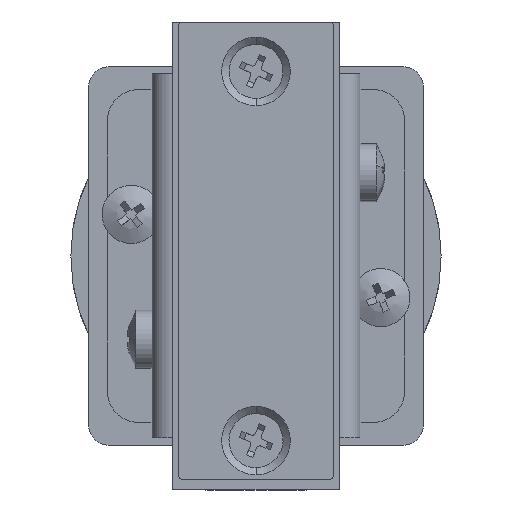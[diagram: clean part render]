
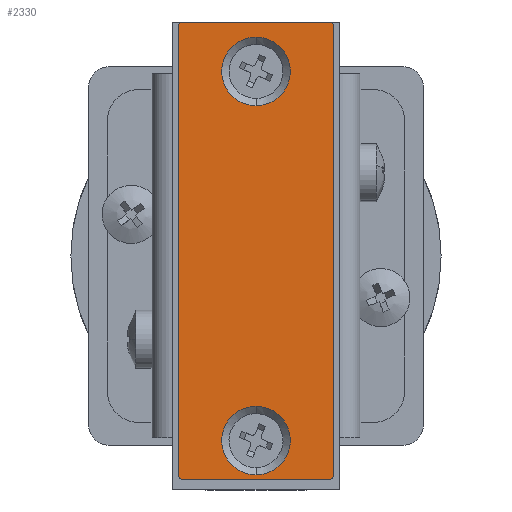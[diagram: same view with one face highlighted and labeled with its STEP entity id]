
A CAD part, front view. The second image highlights one B-rep face of the part: STEP entity #2330.
In plain terms, the highlighted planar face has unit normal (0, -1, 0).
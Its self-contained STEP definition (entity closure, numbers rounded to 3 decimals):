
#90 = EDGE_CURVE ( 'NONE', #6576, #14086, #17838, .T. ) ;
#182 = DIRECTION ( 'NONE',  ( 0., 0., -1. ) ) ;
#246 = VERTEX_POINT ( 'NONE', #9187 ) ;
#427 = CARTESIAN_POINT ( 'NONE',  ( -10.777, -17.577, -21.5 ) ) ;
#604 = VERTEX_POINT ( 'NONE', #6141 ) ;
#994 = EDGE_CURVE ( 'NONE', #2220, #17203, #15812, .T. ) ;
#1040 = DIRECTION ( 'NONE',  ( 0., 1., 0. ) ) ;
#1332 = DIRECTION ( 'NONE',  ( 0., 1., 0. ) ) ;
#1449 = EDGE_LOOP ( 'NONE', ( #3461, #24341 ) ) ;
#1641 = CIRCLE ( 'NONE', #20487, 0.5 ) ;
#1712 = LINE ( 'NONE', #6289, #16115 ) ;
#1795 = EDGE_CURVE ( 'NONE', #604, #21058, #19324, .T. ) ;
#1975 = CARTESIAN_POINT ( 'NONE',  ( -11.277, -17.577, -21. ) ) ;
#2220 = VERTEX_POINT ( 'NONE', #24118 ) ;
#2330 = ADVANCED_FACE ( 'NONE', ( #4026, #13479, #17282 ), #10796, .F. ) ;
#2534 = EDGE_LOOP ( 'NONE', ( #14875, #15838, #16971, #8167, #9888, #17779, #2904, #7419 ) ) ;
#2576 = VERTEX_POINT ( 'NONE', #16721 ) ;
#2904 = ORIENTED_EDGE ( 'NONE', *, *, #15928, .F. ) ;
#3461 = ORIENTED_EDGE ( 'NONE', *, *, #14389, .F. ) ;
#3966 = ORIENTED_EDGE ( 'NONE', *, *, #1795, .F. ) ;
#4026 = FACE_OUTER_BOUND ( 'NONE', #2534, .T. ) ;
#4666 = DIRECTION ( 'NONE',  ( -1., 0., 0. ) ) ;
#4763 = CARTESIAN_POINT ( 'NONE',  ( 3.223, -17.577, -21.5 ) ) ;
#5399 = VECTOR ( 'NONE', #17818, 1000. ) ;
#5407 = CIRCLE ( 'NONE', #7143, 3.3 ) ;
#5613 = EDGE_CURVE ( 'NONE', #2220, #19454, #10412, .T. ) ;
#6086 = CARTESIAN_POINT ( 'NONE',  ( -3.777, -17.577, 14.45 ) ) ;
#6141 = CARTESIAN_POINT ( 'NONE',  ( -3.777, -17.577, 21.05 ) ) ;
#6179 = DIRECTION ( 'NONE',  ( 0., 1., 0. ) ) ;
#6181 = AXIS2_PLACEMENT_3D ( 'NONE', #7646, #20772, #9515 ) ;
#6289 = CARTESIAN_POINT ( 'NONE',  ( 3.723, -17.577, 22.5 ) ) ;
#6306 = DIRECTION ( 'NONE',  ( 0., 1., 0. ) ) ;
#6469 = CARTESIAN_POINT ( 'NONE',  ( -3.777, -17.577, -17.75 ) ) ;
#6576 = VERTEX_POINT ( 'NONE', #21262 ) ;
#7053 = AXIS2_PLACEMENT_3D ( 'NONE', #21848, #10608, #23737 ) ;
#7113 = AXIS2_PLACEMENT_3D ( 'NONE', #12348, #1040, #14199 ) ;
#7143 = AXIS2_PLACEMENT_3D ( 'NONE', #6469, #19611, #8358 ) ;
#7351 = DIRECTION ( 'NONE',  ( 0., -1., 0. ) ) ;
#7419 = ORIENTED_EDGE ( 'NONE', *, *, #9645, .T. ) ;
#7550 = AXIS2_PLACEMENT_3D ( 'NONE', #18593, #7351, #20471 ) ;
#7646 = CARTESIAN_POINT ( 'NONE',  ( 3.223, -17.577, 22. ) ) ;
#8167 = ORIENTED_EDGE ( 'NONE', *, *, #12118, .T. ) ;
#8306 = VECTOR ( 'NONE', #4666, 1000. ) ;
#8358 = DIRECTION ( 'NONE',  ( 0., 0., -1. ) ) ;
#8487 = EDGE_LOOP ( 'NONE', ( #24132, #3966 ) ) ;
#8663 = AXIS2_PLACEMENT_3D ( 'NONE', #8915, #1332, #23921 ) ;
#8915 = CARTESIAN_POINT ( 'NONE',  ( -3.777, -17.577, 0.5 ) ) ;
#9187 = CARTESIAN_POINT ( 'NONE',  ( 3.723, -17.577, 22. ) ) ;
#9515 = DIRECTION ( 'NONE',  ( 0., 0., 1. ) ) ;
#9645 = EDGE_CURVE ( 'NONE', #2576, #17203, #22706, .T. ) ;
#9888 = ORIENTED_EDGE ( 'NONE', *, *, #13021, .F. ) ;
#10412 = LINE ( 'NONE', #12170, #5399 ) ;
#10608 = DIRECTION ( 'NONE',  ( 0., -1., 0. ) ) ;
#10796 = PLANE ( 'NONE',  #8663 ) ;
#11487 = DIRECTION ( 'NONE',  ( 0., -1., 0. ) ) ;
#11548 = EDGE_CURVE ( 'NONE', #14289, #246, #1712, .T. ) ;
#12118 = EDGE_CURVE ( 'NONE', #22653, #15216, #19329, .T. ) ;
#12170 = CARTESIAN_POINT ( 'NONE',  ( -11.277, -17.577, -21.5 ) ) ;
#12348 = CARTESIAN_POINT ( 'NONE',  ( -10.777, -17.577, -21. ) ) ;
#12553 = EDGE_CURVE ( 'NONE', #22653, #19454, #20481, .T. ) ;
#12746 = AXIS2_PLACEMENT_3D ( 'NONE', #17571, #6306, #19465 ) ;
#13021 = EDGE_CURVE ( 'NONE', #14289, #15216, #1641, .T. ) ;
#13479 = FACE_BOUND ( 'NONE', #8487, .T. ) ;
#13750 = VECTOR ( 'NONE', #19494, 1000. ) ;
#14086 = VERTEX_POINT ( 'NONE', #16759 ) ;
#14199 = DIRECTION ( 'NONE',  ( 0., 0., 1. ) ) ;
#14289 = VERTEX_POINT ( 'NONE', #21183 ) ;
#14389 = EDGE_CURVE ( 'NONE', #14086, #6576, #5407, .T. ) ;
#14875 = ORIENTED_EDGE ( 'NONE', *, *, #994, .F. ) ;
#15216 = VERTEX_POINT ( 'NONE', #4763 ) ;
#15812 = CIRCLE ( 'NONE', #12746, 0.5 ) ;
#15838 = ORIENTED_EDGE ( 'NONE', *, *, #5613, .T. ) ;
#15916 = CARTESIAN_POINT ( 'NONE',  ( -11.277, -17.577, 22.5 ) ) ;
#15928 = EDGE_CURVE ( 'NONE', #2576, #246, #21224, .T. ) ;
#16115 = VECTOR ( 'NONE', #19446, 1000. ) ;
#16219 = AXIS2_PLACEMENT_3D ( 'NONE', #22720, #11487, #182 ) ;
#16222 = CIRCLE ( 'NONE', #16219, 3.3 ) ;
#16721 = CARTESIAN_POINT ( 'NONE',  ( 3.223, -17.577, 22.5 ) ) ;
#16759 = CARTESIAN_POINT ( 'NONE',  ( -3.777, -17.577, -21.05 ) ) ;
#16971 = ORIENTED_EDGE ( 'NONE', *, *, #12553, .F. ) ;
#17203 = VERTEX_POINT ( 'NONE', #19688 ) ;
#17282 = FACE_BOUND ( 'NONE', #1449, .T. ) ;
#17431 = CARTESIAN_POINT ( 'NONE',  ( 3.223, -17.577, -21. ) ) ;
#17571 = CARTESIAN_POINT ( 'NONE',  ( -10.777, -17.577, 22. ) ) ;
#17779 = ORIENTED_EDGE ( 'NONE', *, *, #11548, .T. ) ;
#17818 = DIRECTION ( 'NONE',  ( 0., 0., -1. ) ) ;
#17838 = CIRCLE ( 'NONE', #7053, 3.3 ) ;
#18593 = CARTESIAN_POINT ( 'NONE',  ( -3.777, -17.577, 17.75 ) ) ;
#19317 = DIRECTION ( 'NONE',  ( 0., 0., 1. ) ) ;
#19324 = CIRCLE ( 'NONE', #7550, 3.3 ) ;
#19329 = LINE ( 'NONE', #23265, #13750 ) ;
#19446 = DIRECTION ( 'NONE',  ( 0., 0., 1. ) ) ;
#19454 = VERTEX_POINT ( 'NONE', #1975 ) ;
#19465 = DIRECTION ( 'NONE',  ( 0., 0., 1. ) ) ;
#19494 = DIRECTION ( 'NONE',  ( 1., 0., 0. ) ) ;
#19611 = DIRECTION ( 'NONE',  ( 0., -1., 0. ) ) ;
#19688 = CARTESIAN_POINT ( 'NONE',  ( -10.777, -17.577, 22.5 ) ) ;
#20471 = DIRECTION ( 'NONE',  ( 0., 0., -1. ) ) ;
#20481 = CIRCLE ( 'NONE', #7113, 0.5 ) ;
#20487 = AXIS2_PLACEMENT_3D ( 'NONE', #17431, #6179, #19317 ) ;
#20772 = DIRECTION ( 'NONE',  ( 0., 1., 0. ) ) ;
#21058 = VERTEX_POINT ( 'NONE', #6086 ) ;
#21183 = CARTESIAN_POINT ( 'NONE',  ( 3.723, -17.577, -21. ) ) ;
#21224 = CIRCLE ( 'NONE', #6181, 0.5 ) ;
#21262 = CARTESIAN_POINT ( 'NONE',  ( -3.777, -17.577, -14.45 ) ) ;
#21848 = CARTESIAN_POINT ( 'NONE',  ( -3.777, -17.577, -17.75 ) ) ;
#22653 = VERTEX_POINT ( 'NONE', #427 ) ;
#22706 = LINE ( 'NONE', #15916, #8306 ) ;
#22720 = CARTESIAN_POINT ( 'NONE',  ( -3.777, -17.577, 17.75 ) ) ;
#23265 = CARTESIAN_POINT ( 'NONE',  ( 3.723, -17.577, -21.5 ) ) ;
#23737 = DIRECTION ( 'NONE',  ( 0., 0., -1. ) ) ;
#23921 = DIRECTION ( 'NONE',  ( 0., 0., 1. ) ) ;
#24096 = EDGE_CURVE ( 'NONE', #21058, #604, #16222, .T. ) ;
#24118 = CARTESIAN_POINT ( 'NONE',  ( -11.277, -17.577, 22. ) ) ;
#24132 = ORIENTED_EDGE ( 'NONE', *, *, #24096, .F. ) ;
#24341 = ORIENTED_EDGE ( 'NONE', *, *, #90, .F. ) ;
